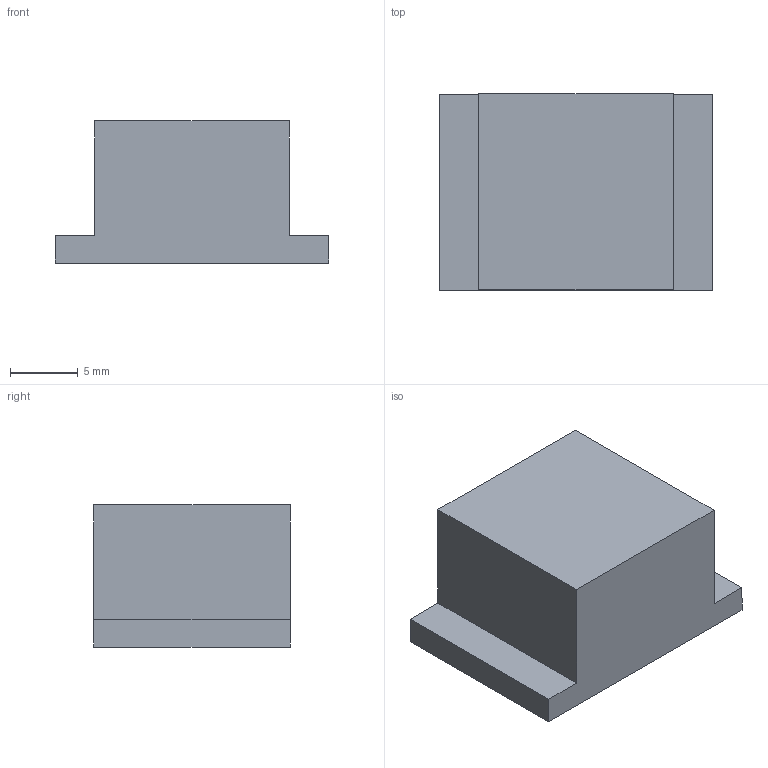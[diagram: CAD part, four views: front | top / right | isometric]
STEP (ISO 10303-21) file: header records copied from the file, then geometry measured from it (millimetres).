
FILE_DESCRIPTION(/* description */ ('Unknown'),/* implementation_level */ '2;1');
FILE_NAME(/* name */ '75031679x',/* time_stamp */ '2021-01-29T12:45:42+01:00',/* author */ ('Unknown'),/* organization */ ('Unknown'),/* preprocessor_version */ 'ST-DEVELOPER v16.7',/* originating_system */ 'DEX',/* authorisation */ $);
FILE_SCHEMA (('AUTOMOTIVE_DESIGN {1 0 10303 214 3 1 1}'));
Length unit declared in the file: millimetre
Products named in the file (7): 75031679x; Bobbin; 070-4820_0630_INTF; Coil; 150-2300_6A; Tape; Shielding
Assembly tree (7 placements, depth 2):
  75031679x
    Bobbin
    070-4820_0630_INTF
    Coil
    150-2300_6A  x2
    Tape
    Shielding
Bounding box: 20.2 x 14.48 x 10.5 mm (x, y, z)
Surface area: 4045.7 mm2
Topology: 7 solids, 7 shells, 760 faces, 1966 edges, 1193 vertices
Faces by surface type: plane 380, cylinder 253, sphere 48, bspline 47, torus 32
Full cylindrical faces by diameter (mm): 1 x1
Entity records: 26935 total; most frequent: CARTESIAN_POINT 5855, ORIENTED_EDGE 3760, DIRECTION 3480, EDGE_CURVE 1880, AXIS2_PLACEMENT_3D 1197, VERTEX_POINT 1169, LINE 1086, VECTOR 1086
